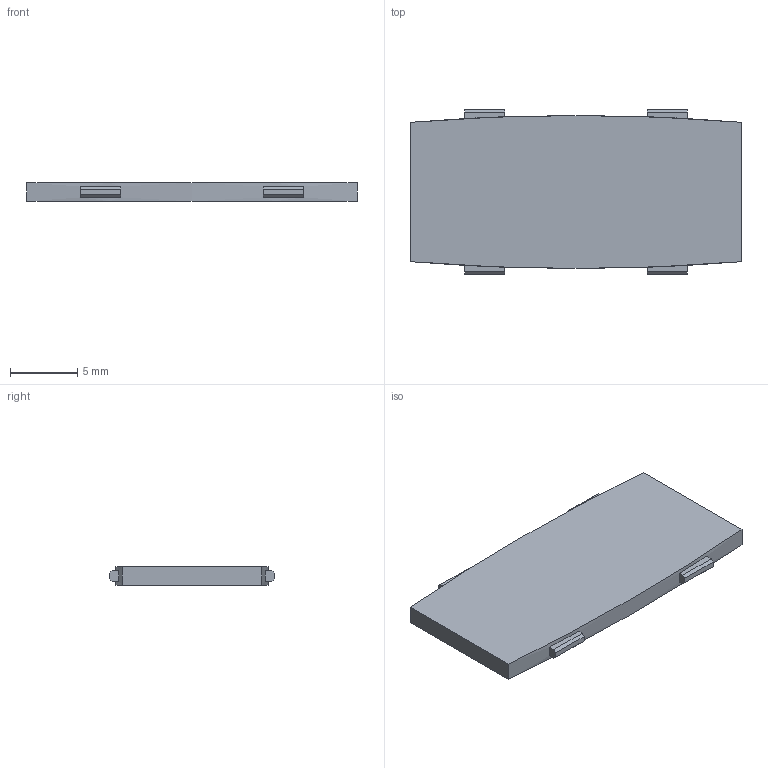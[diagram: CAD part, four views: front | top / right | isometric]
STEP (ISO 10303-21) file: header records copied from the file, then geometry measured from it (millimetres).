
FILE_DESCRIPTION(('CATIA V5 STEP Exchange','CAx-IF Rec.Pracs.--- Model Styling and Organization---1.2---2011-12-15'),'2;1');
FILE_NAME('069676000.stp','2013-11-29T14:44:12+00:00',('none'),('none'),'Unofficial Packaging Version','CATIA V5 STEP AP214 Edition 3','none');
FILE_SCHEMA(('AUTOMOTIVE_DESIGN { 1 0 10303 214 3 1 1 1 }'));
Length unit declared in the file: millimetre
Products named in the file (1): 069676000
Bounding box: 24.6 x 12.3 x 1.4 mm (x, y, z)
Volume: 386.4 mm3; surface area: 657.7 mm2
Topology: 1 solids, 1 shells, 34 faces, 84 edges, 56 vertices
Faces by surface type: plane 32, cylinder 2
Entity records: 1169 total; most frequent: ORIENTED_EDGE 168, CARTESIAN_POINT 159, DIRECTION 120, EDGE_CURVE 84, VECTOR 72, LINE 72, VERTEX_POINT 56, EDGE_LOOP 38
